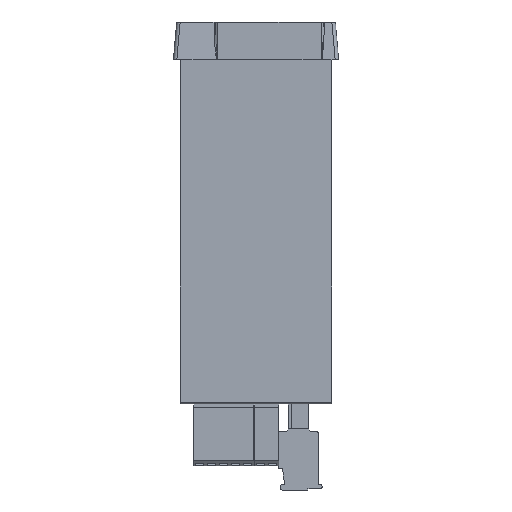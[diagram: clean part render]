
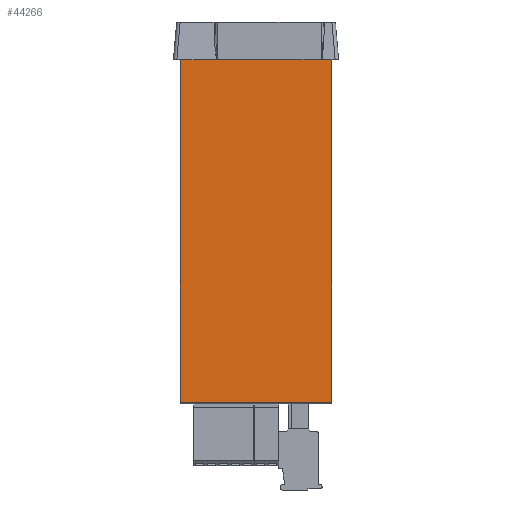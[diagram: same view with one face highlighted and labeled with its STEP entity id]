
A CAD part, front view. The second image highlights one B-rep face of the part: STEP entity #44266.
In plain terms, the highlighted planar face has unit normal (0, -1, 0).
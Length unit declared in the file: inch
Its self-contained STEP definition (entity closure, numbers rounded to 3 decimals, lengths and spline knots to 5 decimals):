
#541 = DIRECTION ( 'NONE',  ( 0., 0., 1. ) ) ;
#1747 = CARTESIAN_POINT ( 'NONE',  ( 0.86614, -0.43307, 0. ) ) ;
#2770 = CARTESIAN_POINT ( 'NONE',  ( -0.86614, -0.43307, -3.92126 ) ) ;
#5624 = VERTEX_POINT ( 'NONE', #48268 ) ;
#8490 = ORIENTED_EDGE ( 'NONE', *, *, #55068, .F. ) ;
#13932 = EDGE_CURVE ( 'NONE', #24889, #5624, #22951, .T. ) ;
#14392 = DIRECTION ( 'NONE',  ( 0., 1., 0. ) ) ;
#14989 = DIRECTION ( 'NONE',  ( -1., 0., 0. ) ) ;
#17275 = VECTOR ( 'NONE', #14989, 39.37008 ) ;
#18669 = EDGE_CURVE ( 'NONE', #54193, #24889, #54011, .T. ) ;
#20408 = EDGE_LOOP ( 'NONE', ( #8490, #43912, #37579, #48669 ) ) ;
#21970 = LINE ( 'NONE', #47685, #29805 ) ;
#22333 = CARTESIAN_POINT ( 'NONE',  ( 0.86614, -0.43307, 0. ) ) ;
#22951 = LINE ( 'NONE', #1747, #17275 ) ;
#24889 = VERTEX_POINT ( 'NONE', #22333 ) ;
#24940 = CARTESIAN_POINT ( 'NONE',  ( 0.86614, -0.43307, -3.94094 ) ) ;
#26899 = EDGE_CURVE ( 'NONE', #56264, #54193, #46378, .T. ) ;
#29805 = VECTOR ( 'NONE', #35259, 39.37008 ) ;
#30196 = AXIS2_PLACEMENT_3D ( 'NONE', #55417, #14392, #541 ) ;
#30690 = VECTOR ( 'NONE', #41235, 39.37008 ) ;
#34306 = DIRECTION ( 'NONE',  ( 0., 0., 1. ) ) ;
#35259 = DIRECTION ( 'NONE',  ( 0., 0., 1. ) ) ;
#35430 = VECTOR ( 'NONE', #34306, 39.37008 ) ;
#37579 = ORIENTED_EDGE ( 'NONE', *, *, #18669, .T. ) ;
#37673 = CARTESIAN_POINT ( 'NONE',  ( 0.86614, -0.43307, -3.92126 ) ) ;
#40482 = PLANE ( 'NONE',  #30196 ) ;
#41233 = FACE_OUTER_BOUND ( 'NONE', #20408, .T. ) ;
#41235 = DIRECTION ( 'NONE',  ( 1., 0., 0. ) ) ;
#43912 = ORIENTED_EDGE ( 'NONE', *, *, #26899, .T. ) ;
#44266 = ADVANCED_FACE ( 'NONE', ( #41233 ), #40482, .F. ) ;
#46378 = LINE ( 'NONE', #49857, #30690 ) ;
#47685 = CARTESIAN_POINT ( 'NONE',  ( -0.86614, -0.43307, -3.94094 ) ) ;
#48268 = CARTESIAN_POINT ( 'NONE',  ( -0.86614, -0.43307, 0. ) ) ;
#48669 = ORIENTED_EDGE ( 'NONE', *, *, #13932, .T. ) ;
#49857 = CARTESIAN_POINT ( 'NONE',  ( 0.86614, -0.43307, -3.92126 ) ) ;
#54011 = LINE ( 'NONE', #24940, #35430 ) ;
#54193 = VERTEX_POINT ( 'NONE', #37673 ) ;
#55068 = EDGE_CURVE ( 'NONE', #56264, #5624, #21970, .T. ) ;
#55417 = CARTESIAN_POINT ( 'NONE',  ( 0.86614, -0.43307, -3.94094 ) ) ;
#56264 = VERTEX_POINT ( 'NONE', #2770 ) ;
